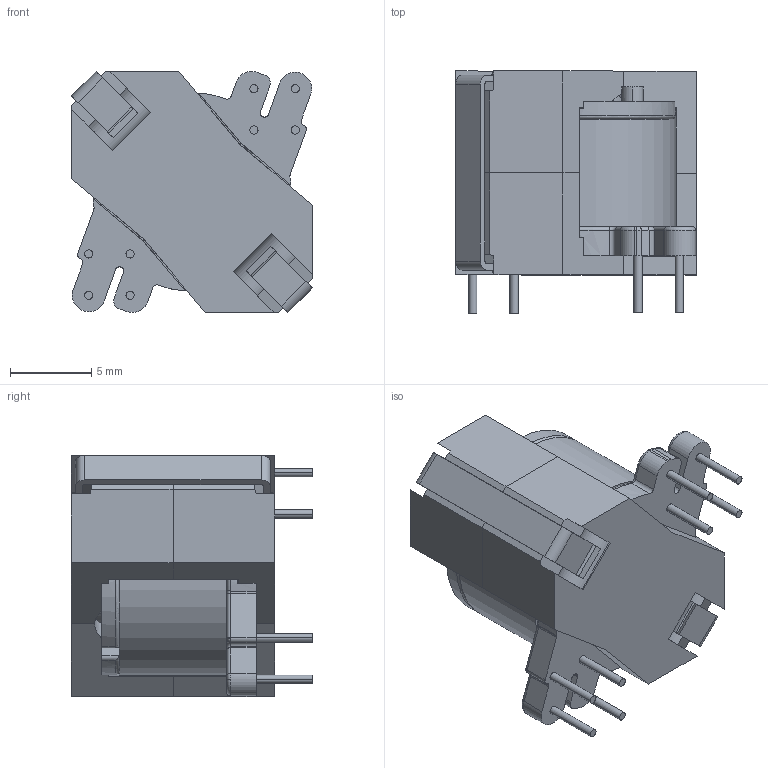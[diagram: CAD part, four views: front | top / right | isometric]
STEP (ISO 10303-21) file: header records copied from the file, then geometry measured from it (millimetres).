
FILE_DESCRIPTION (( 'STEP AP214' ), '1' );
FILE_NAME ('RM6_5609_0195.STEP', '2021-06-29T19:48:11', ( '' ), ( '' ), 'SwSTEP 2.0', 'SolidWorks 2017', '' );
FILE_SCHEMA (( 'AUTOMOTIVE_DESIGN' ));
Length unit declared in the file: millimetre
Products named in the file (5): 070-5609_6A; 070-5609_coil; 139-0195_6A; RM6_5609_0195; 150-2622_6A
Assembly tree (6 placements, depth 2):
  RM6_5609_0195
    070-5609_6A
    150-2622_6A  x2
    139-0195_6A  x2
    070-5609_coil
Bounding box: 14.81 x 14.89 x 14.83 mm (x, y, z)
Volume: 1980.5 mm3; surface area: 2990.4 mm2
Topology: 6 solids, 6 shells, 280 faces, 735 edges, 476 vertices
Faces by surface type: cylinder 127, plane 124, torus 27, bspline 2
Entity records: 7626 total; most frequent: CARTESIAN_POINT 1529, DIRECTION 1248, ORIENTED_EDGE 1170, EDGE_CURVE 585, AXIS2_PLACEMENT_3D 479, VERTEX_POINT 376, LINE 290, VECTOR 290
